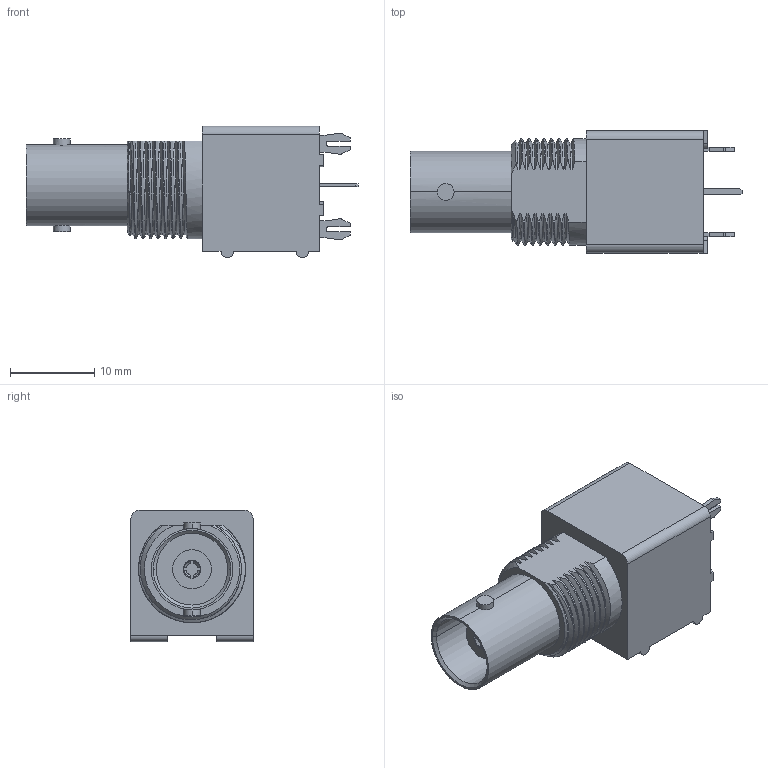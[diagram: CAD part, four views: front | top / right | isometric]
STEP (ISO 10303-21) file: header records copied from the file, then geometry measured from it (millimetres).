
FILE_DESCRIPTION((''),'2;1');
FILE_NAME('112408_SW0001','2020-05-18T10:20:21',('Viji'),(''),'CREO PARAMETRIC BY PTC INC, 2019444','CREO PARAMETRIC BY PTC INC, 2019444','');
FILE_SCHEMA(('CONFIG_CONTROL_DESIGN'));
Length unit declared in the file: millimetre
Products named in the file (1): 112408_SW0001
Bounding box: 39.4 x 14.5 x 15.6 mm (x, y, z)
Volume: 3455 mm3; surface area: 2872.2 mm2
Topology: 1 solids, 1 shells, 175 faces, 463 edges, 306 vertices
Faces by surface type: plane 84, cylinder 57, bspline 24, cone 10
Entity records: 9361 total; most frequent: CARTESIAN_POINT 5092, ORIENTED_EDGE 926, DIRECTION 799, EDGE_CURVE 463, VERTEX_POINT 306, VECTOR 269, LINE 269, AXIS2_PLACEMENT_3D 265
